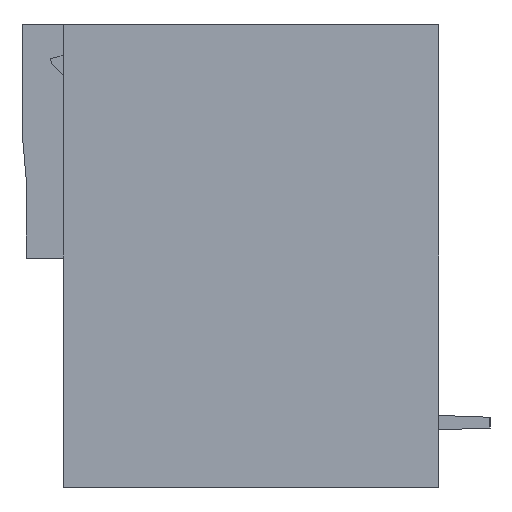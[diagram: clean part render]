
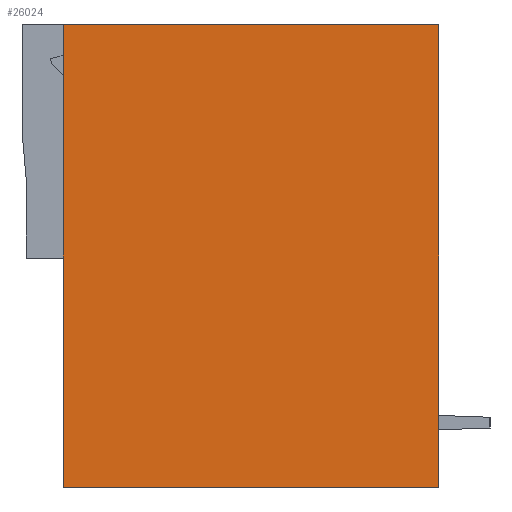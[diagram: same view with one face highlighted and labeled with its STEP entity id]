
A CAD part, left-side view. The second image highlights one B-rep face of the part: STEP entity #26024.
In plain terms, the highlighted planar face has unit normal (-1, 0, 0).
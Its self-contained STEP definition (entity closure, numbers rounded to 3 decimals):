
#3669=DIRECTION('',(0.,0.,1.));
#3670=VECTOR('',#3669,45.);
#3671=CARTESIAN_POINT('',(-52.5,-36.5,-45.));
#3672=LINE('',#3671,#3670);
#11025=DIRECTION('',(0.,-1.,0.));
#11026=VECTOR('',#11025,36.5);
#11027=CARTESIAN_POINT('',(-52.5,0.,-45.));
#11028=LINE('',#11027,#11026);
#11105=DIRECTION('',(0.,-1.,0.));
#11106=VECTOR('',#11105,36.5);
#11107=CARTESIAN_POINT('',(-52.5,0.,0.));
#11108=LINE('',#11107,#11106);
#11112=DIRECTION('',(0.,0.,1.));
#11113=VECTOR('',#11112,45.);
#11114=CARTESIAN_POINT('',(-52.5,0.,-45.));
#11115=LINE('',#11114,#11113);
#12420=CARTESIAN_POINT('',(-52.5,-36.5,0.));
#12421=VERTEX_POINT('',#12420);
#12422=CARTESIAN_POINT('',(-52.5,0.,0.));
#12423=VERTEX_POINT('',#12422);
#12616=CARTESIAN_POINT('',(-52.5,0.,-45.));
#12617=VERTEX_POINT('',#12616);
#13550=CARTESIAN_POINT('',(-52.5,-36.5,-45.));
#13551=VERTEX_POINT('',#13550);
#26013=CARTESIAN_POINT('',(-52.5,0.,0.));
#26014=DIRECTION('',(1.,0.,0.));
#26015=DIRECTION('',(0.,1.,0.));
#26016=AXIS2_PLACEMENT_3D('',#26013,#26014,#26015);
#26017=PLANE('',#26016);
#26018=ORIENTED_EDGE('',*,*,#14795,.T.);
#26019=ORIENTED_EDGE('',*,*,#16876,.F.);
#26020=ORIENTED_EDGE('',*,*,#25896,.F.);
#26021=ORIENTED_EDGE('',*,*,#15258,.T.);
#26022=EDGE_LOOP('',(#26018,#26019,#26020,#26021));
#26023=FACE_OUTER_BOUND('',#26022,.F.);
#14795=EDGE_CURVE('',#12423,#12421,#11108,.T.);
#15258=EDGE_CURVE('',#12617,#12423,#11115,.T.);
#16876=EDGE_CURVE('',#13551,#12421,#3672,.T.);
#25896=EDGE_CURVE('',#12617,#13551,#11028,.T.);
#26024=ADVANCED_FACE('',(#26023),#26017,.F.);
